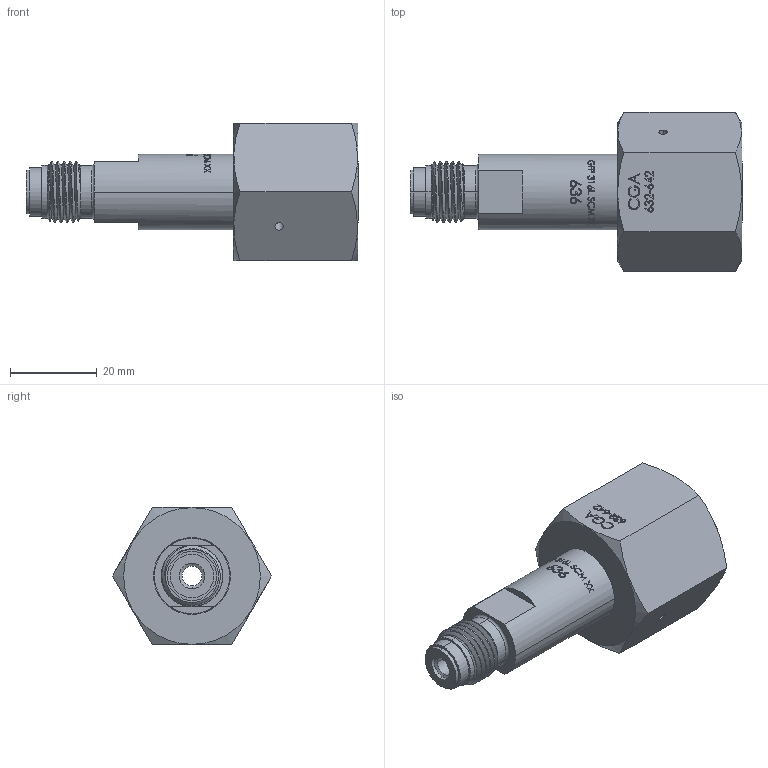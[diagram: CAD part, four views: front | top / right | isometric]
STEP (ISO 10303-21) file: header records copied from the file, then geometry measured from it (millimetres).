
FILE_DESCRIPTION (( 'STEP AP203' ), '1' );
FILE_NAME ('INL-636SS-4MFS-N.STEP', '2025-01-16T13:59:35', ( '' ), ( '' ), 'SwSTEP 2.0', 'SolidWorks 2018', '' );
FILE_SCHEMA (( 'CONFIG_CONTROL_DESIGN' ));
Length unit declared in the file: inch
Products named in the file (6): PRT-000192; PRT-000988; INL-636SS-4MFS-N; ASY-000751; PRT-001176; PRT-002742
Assembly tree (5 placements, depth 3):
  INL-636SS-4MFS-N
    PRT-000988
    PRT-000192
    ASY-000751
      PRT-001176
      PRT-002742
Bounding box: 76.53 x 36.66 x 31.75 mm (x, y, z)
Volume: 28374.2 mm3; surface area: 14029.6 mm2
Topology: 4 solids, 4 shells, 519 faces, 1510 edges, 1048 vertices
Faces by surface type: bspline 204, plane 158, cylinder 94, cone 39, torus 24
Entity records: 36817 total; most frequent: CARTESIAN_POINT 24332, ORIENTED_EDGE 3020, DIRECTION 1589, EDGE_CURVE 1510, VERTEX_POINT 1048, B_SPLINE_CURVE_WITH_KNOTS 805, AXIS2_PLACEMENT_3D 581, EDGE_LOOP 578
